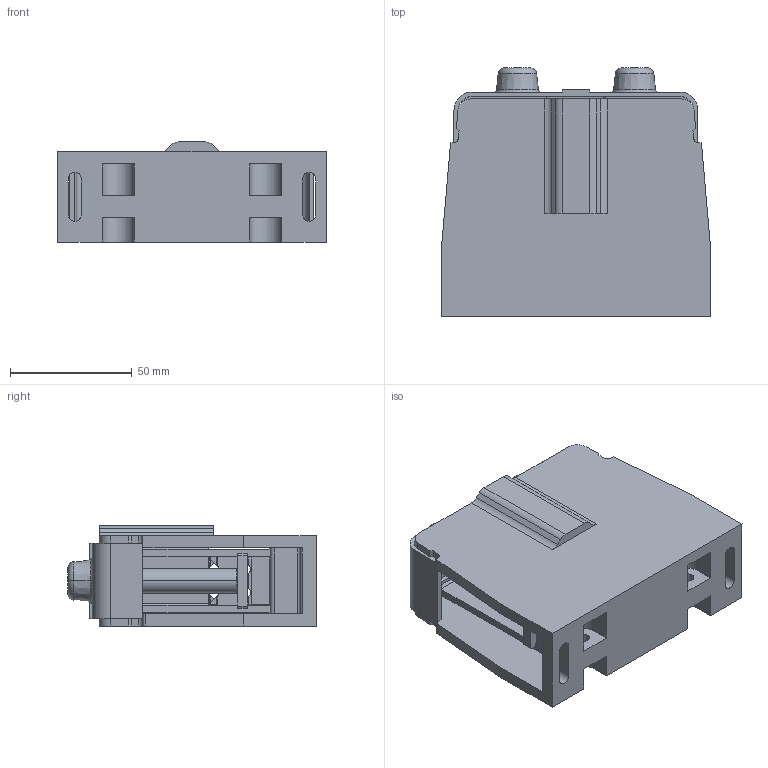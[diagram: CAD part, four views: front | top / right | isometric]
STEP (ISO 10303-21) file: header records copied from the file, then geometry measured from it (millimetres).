
FILE_DESCRIPTION((''),'2;1');
FILE_NAME('150ZP_ASM','2024-03-12T',('dell'),(''),'PRO/ENGINEER BY PARAMETRIC TECHNOLOGY CORPORATION, 2013230','PRO/ENGINEER BY PARAMETRIC TECHNOLOGY CORPORATION, 2013230','');
FILE_SCHEMA(('AUTOMOTIVE_DESIGN { 1 0 10303 214 1 1 1 1 }'));
Length unit declared in the file: millimetre
Products named in the file (1): 150ZP_ASM
Bounding box: 110 x 101.8 x 41 mm (x, y, z)
Volume: 208240.9 mm3; surface area: 90573 mm2
Topology: 2 solids, 2 shells, 730 faces, 2210 edges, 1450 vertices
Faces by surface type: plane 432, cylinder 270, torus 16, cone 12
Entity records: 25380 total; most frequent: CARTESIAN_POINT 5832, ORIENTED_EDGE 4420, DIRECTION 3594, EDGE_CURVE 2210, VECTOR 1524, LINE 1524, VERTEX_POINT 1450, AXIS2_PLACEMENT_3D 1035
